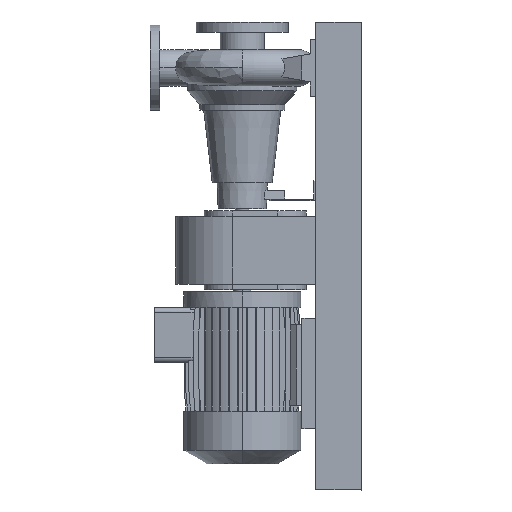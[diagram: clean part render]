
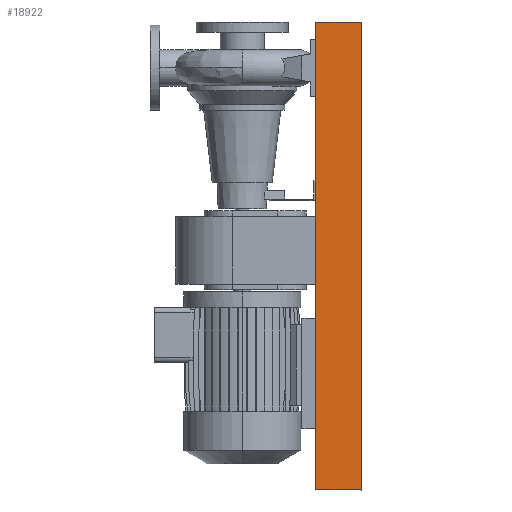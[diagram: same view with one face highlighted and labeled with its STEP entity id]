
A CAD part, left-side view. The second image highlights one B-rep face of the part: STEP entity #18922.
In plain terms, the highlighted planar face has unit normal (-1, 0, 0).
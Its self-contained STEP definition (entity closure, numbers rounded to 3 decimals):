
#977 = LINE ( 'NONE', #2421, #14460 ) ;
#1065 = ORIENTED_EDGE ( 'NONE', *, *, #17204, .T. ) ;
#2001 = VECTOR ( 'NONE', #12433, 1000. ) ;
#2315 = PLANE ( 'NONE',  #3941 ) ;
#2409 = VERTEX_POINT ( 'NONE', #12084 ) ;
#2421 = CARTESIAN_POINT ( 'NONE',  ( -175., -50., -510. ) ) ;
#3073 = CARTESIAN_POINT ( 'NONE',  ( -175., -50., 510. ) ) ;
#3154 = ORIENTED_EDGE ( 'NONE', *, *, #12255, .F. ) ;
#3820 = DIRECTION ( 'NONE',  ( 0., 0., 1. ) ) ;
#3941 = AXIS2_PLACEMENT_3D ( 'NONE', #5409, #13304, #13517 ) ;
#5409 = CARTESIAN_POINT ( 'NONE',  ( -175., -50., -510. ) ) ;
#6257 = LINE ( 'NONE', #3073, #2001 ) ;
#6833 = CARTESIAN_POINT ( 'NONE',  ( -175., 50., 510. ) ) ;
#8033 = CARTESIAN_POINT ( 'NONE',  ( -175., 50., -510. ) ) ;
#8607 = FACE_OUTER_BOUND ( 'NONE', #11500, .T. ) ;
#8718 = DIRECTION ( 'NONE',  ( 0., 0., 1. ) ) ;
#10605 = DIRECTION ( 'NONE',  ( 0., -1., 0. ) ) ;
#11500 = EDGE_LOOP ( 'NONE', ( #14170, #3154, #1065, #19708 ) ) ;
#11856 = CARTESIAN_POINT ( 'NONE',  ( -175., -50., -510. ) ) ;
#11945 = EDGE_CURVE ( 'NONE', #12374, #2409, #977, .T. ) ;
#12084 = CARTESIAN_POINT ( 'NONE',  ( -175., -50., 510. ) ) ;
#12255 = EDGE_CURVE ( 'NONE', #15323, #14393, #19162, .T. ) ;
#12374 = VERTEX_POINT ( 'NONE', #14906 ) ;
#12433 = DIRECTION ( 'NONE',  ( 0., -1., 0. ) ) ;
#13304 = DIRECTION ( 'NONE',  ( -1., 0., 0. ) ) ;
#13517 = DIRECTION ( 'NONE',  ( 0., 0., 1. ) ) ;
#14170 = ORIENTED_EDGE ( 'NONE', *, *, #19531, .F. ) ;
#14393 = VERTEX_POINT ( 'NONE', #6833 ) ;
#14460 = VECTOR ( 'NONE', #8718, 1000. ) ;
#14906 = CARTESIAN_POINT ( 'NONE',  ( -175., -50., -510. ) ) ;
#15202 = LINE ( 'NONE', #11856, #18972 ) ;
#15323 = VERTEX_POINT ( 'NONE', #8033 ) ;
#17204 = EDGE_CURVE ( 'NONE', #15323, #12374, #15202, .T. ) ;
#17725 = VECTOR ( 'NONE', #3820, 1000. ) ;
#18922 = ADVANCED_FACE ( 'NONE', ( #8607 ), #2315, .T. ) ;
#18972 = VECTOR ( 'NONE', #10605, 1000. ) ;
#19162 = LINE ( 'NONE', #19641, #17725 ) ;
#19531 = EDGE_CURVE ( 'NONE', #14393, #2409, #6257, .T. ) ;
#19641 = CARTESIAN_POINT ( 'NONE',  ( -175., 50., -510. ) ) ;
#19708 = ORIENTED_EDGE ( 'NONE', *, *, #11945, .T. ) ;
